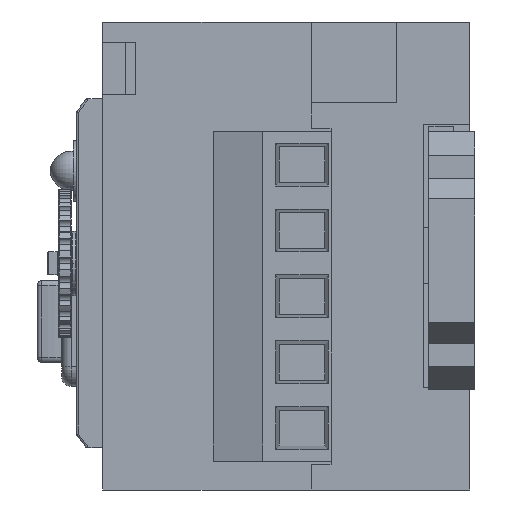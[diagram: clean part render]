
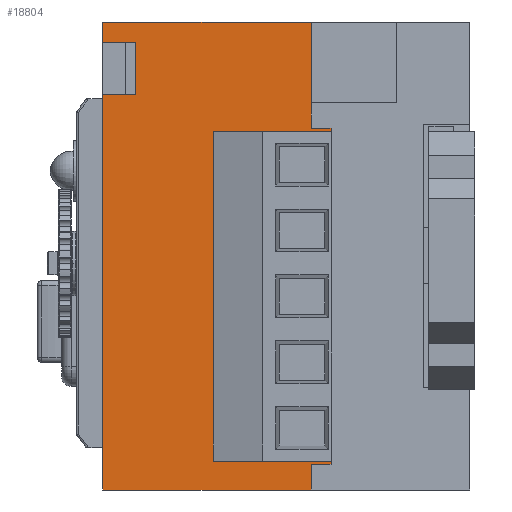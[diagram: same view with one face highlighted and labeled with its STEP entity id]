
A CAD part, left-side view. The second image highlights one B-rep face of the part: STEP entity #18804.
In plain terms, the highlighted face is planar.
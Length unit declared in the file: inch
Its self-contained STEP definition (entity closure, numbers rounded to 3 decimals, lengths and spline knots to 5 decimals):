
#350 = CARTESIAN_POINT ( 'NONE',  ( 1.2225, 0.419, -0.3875 ) ) ;
#662 = CARTESIAN_POINT ( 'NONE',  ( 1.2225, 1.015, -0.6475 ) ) ;
#780 = EDGE_CURVE ( 'NONE', #75621, #63190, #78879, .T. ) ;
#2048 = EDGE_CURVE ( 'NONE', #23616, #56976, #21580, .T. ) ;
#2314 = VERTEX_POINT ( 'NONE', #350 ) ;
#2866 = DIRECTION ( 'NONE',  ( 0., 0., 1. ) ) ;
#3122 = EDGE_CURVE ( 'NONE', #17303, #2314, #14361, .T. ) ;
#3650 = LINE ( 'NONE', #34440, #18819 ) ;
#5691 = EDGE_CURVE ( 'NONE', #17303, #13871, #94467, .T. ) ;
#6538 = EDGE_CURVE ( 'NONE', #95744, #63190, #30264, .T. ) ;
#7122 = ORIENTED_EDGE ( 'NONE', *, *, #3122, .T. ) ;
#9971 = ORIENTED_EDGE ( 'NONE', *, *, #90478, .F. ) ;
#13610 = CARTESIAN_POINT ( 'NONE',  ( 1.2225, 1.015, -0.4895 ) ) ;
#13871 = VERTEX_POINT ( 'NONE', #86609 ) ;
#14089 = DIRECTION ( 'NONE',  ( 0., -1., 0. ) ) ;
#14361 = LINE ( 'NONE', #69814, #56327 ) ;
#14914 = EDGE_CURVE ( 'NONE', #13871, #56976, #3650, .T. ) ;
#16694 = LINE ( 'NONE', #61276, #93622 ) ;
#17303 = VERTEX_POINT ( 'NONE', #26213 ) ;
#17532 = VECTOR ( 'NONE', #70513, 39.37008 ) ;
#18804 = ADVANCED_FACE ( 'NONE', ( #49967 ), #73586, .F. ) ;
#18819 = VECTOR ( 'NONE', #40837, 39.37008 ) ;
#19258 = ORIENTED_EDGE ( 'NONE', *, *, #62957, .F. ) ;
#19404 = VECTOR ( 'NONE', #92407, 39.37008 ) ;
#19681 = ORIENTED_EDGE ( 'NONE', *, *, #780, .T. ) ;
#20856 = DIRECTION ( 'NONE',  ( 0., 1., 0. ) ) ;
#21580 = LINE ( 'NONE', #83102, #61178 ) ;
#22534 = DIRECTION ( 'NONE',  ( 0., 0., -1. ) ) ;
#22952 = ORIENTED_EDGE ( 'NONE', *, *, #37358, .F. ) ;
#23211 = ORIENTED_EDGE ( 'NONE', *, *, #23805, .T. ) ;
#23616 = VERTEX_POINT ( 'NONE', #63360 ) ;
#23805 = EDGE_CURVE ( 'NONE', #33548, #84433, #38520, .T. ) ;
#24068 = CARTESIAN_POINT ( 'NONE',  ( 1.2225, 0.482, 0.7105 ) ) ;
#24288 = LINE ( 'NONE', #13610, #59218 ) ;
#25180 = DIRECTION ( 'NONE',  ( 0., 0., -1. ) ) ;
#25718 = VERTEX_POINT ( 'NONE', #85037 ) ;
#26213 = CARTESIAN_POINT ( 'NONE',  ( 1.2225, 0.419, 0.6325 ) ) ;
#26770 = DIRECTION ( 'NONE',  ( 0., 0., 1. ) ) ;
#27081 = CARTESIAN_POINT ( 'NONE',  ( 1.2225, 1.115, -0.7105 ) ) ;
#27959 = VECTOR ( 'NONE', #20856, 39.37008 ) ;
#28328 = EDGE_CURVE ( 'NONE', #84078, #33548, #77804, .T. ) ;
#28605 = DIRECTION ( 'NONE',  ( -1., 0., 0. ) ) ;
#28935 = CARTESIAN_POINT ( 'NONE',  ( 1.2225, 1.115, -0.4025 ) ) ;
#29275 = DIRECTION ( 'NONE',  ( 0., 1., 0. ) ) ;
#30178 = VECTOR ( 'NONE', #29275, 39.37008 ) ;
#30264 = LINE ( 'NONE', #75962, #27959 ) ;
#32349 = LINE ( 'NONE', #62751, #91809 ) ;
#32786 = CARTESIAN_POINT ( 'NONE',  ( 1.2225, 0.422, 0.6475 ) ) ;
#33548 = VERTEX_POINT ( 'NONE', #51207 ) ;
#33743 = VERTEX_POINT ( 'NONE', #46909 ) ;
#34440 = CARTESIAN_POINT ( 'NONE',  ( 1.2225, 0.422, 0.6325 ) ) ;
#35719 = ORIENTED_EDGE ( 'NONE', *, *, #58415, .F. ) ;
#37358 = EDGE_CURVE ( 'NONE', #82410, #25718, #71792, .T. ) ;
#37659 = VERTEX_POINT ( 'NONE', #89131 ) ;
#37809 = AXIS2_PLACEMENT_3D ( 'NONE', #88239, #28605, #73272 ) ;
#38520 = LINE ( 'NONE', #73788, #66573 ) ;
#38984 = CARTESIAN_POINT ( 'NONE',  ( 1.2225, 1.115, -0.6475 ) ) ;
#39409 = CARTESIAN_POINT ( 'NONE',  ( 1.2225, 1.115, -0.4895 ) ) ;
#40113 = ORIENTED_EDGE ( 'NONE', *, *, #6538, .F. ) ;
#40436 = VECTOR ( 'NONE', #26770, 39.37008 ) ;
#40837 = DIRECTION ( 'NONE',  ( 0., 0., 1. ) ) ;
#42086 = ORIENTED_EDGE ( 'NONE', *, *, #2048, .T. ) ;
#42653 = CARTESIAN_POINT ( 'NONE',  ( 1.2225, 0.482, -0.7105 ) ) ;
#43247 = VECTOR ( 'NONE', #22534, 39.37008 ) ;
#46467 = LINE ( 'NONE', #42653, #66344 ) ;
#46909 = CARTESIAN_POINT ( 'NONE',  ( 1.2225, 0.482, -0.7105 ) ) ;
#47223 = ORIENTED_EDGE ( 'NONE', *, *, #73861, .F. ) ;
#48325 = CARTESIAN_POINT ( 'NONE',  ( 1.2225, 0.392, 0.6325 ) ) ;
#49967 = FACE_OUTER_BOUND ( 'NONE', #53072, .T. ) ;
#51207 = CARTESIAN_POINT ( 'NONE',  ( 1.2225, 1.115, 0.7105 ) ) ;
#53072 = EDGE_LOOP ( 'NONE', ( #19681, #40113, #9971, #72032, #80540, #23211, #54317, #42086, #56978, #72798, #7122, #69420, #35719, #22952, #19258, #47223 ) ) ;
#54317 = ORIENTED_EDGE ( 'NONE', *, *, #88304, .F. ) ;
#56327 = VECTOR ( 'NONE', #25180, 39.37008 ) ;
#56976 = VERTEX_POINT ( 'NONE', #32786 ) ;
#56978 = ORIENTED_EDGE ( 'NONE', *, *, #14914, .F. ) ;
#58394 = LINE ( 'NONE', #67202, #43247 ) ;
#58415 = EDGE_CURVE ( 'NONE', #25718, #58599, #93639, .T. ) ;
#58599 = VERTEX_POINT ( 'NONE', #86604 ) ;
#59218 = VECTOR ( 'NONE', #87961, 39.37008 ) ;
#61178 = VECTOR ( 'NONE', #65249, 39.37008 ) ;
#61276 = CARTESIAN_POINT ( 'NONE',  ( 1.2225, 0.482, -0.7105 ) ) ;
#62751 = CARTESIAN_POINT ( 'NONE',  ( 1.2225, 1.115, -0.7105 ) ) ;
#62957 = EDGE_CURVE ( 'NONE', #33743, #82410, #46467, .T. ) ;
#63190 = VERTEX_POINT ( 'NONE', #38984 ) ;
#63360 = CARTESIAN_POINT ( 'NONE',  ( 1.2225, 0.482, 0.6475 ) ) ;
#64215 = CARTESIAN_POINT ( 'NONE',  ( 1.2225, 1.115, -0.7105 ) ) ;
#65249 = DIRECTION ( 'NONE',  ( 0., -1., 0. ) ) ;
#66344 = VECTOR ( 'NONE', #94769, 39.37008 ) ;
#66573 = VECTOR ( 'NONE', #14089, 39.37008 ) ;
#67202 = CARTESIAN_POINT ( 'NONE',  ( 1.2225, 1.015, -0.6475 ) ) ;
#69420 = ORIENTED_EDGE ( 'NONE', *, *, #92344, .T. ) ;
#69814 = CARTESIAN_POINT ( 'NONE',  ( 1.2225, 0.419, -0.7105 ) ) ;
#70513 = DIRECTION ( 'NONE',  ( 0., 1., 0. ) ) ;
#71584 = CARTESIAN_POINT ( 'NONE',  ( 1.2225, 1.115, -0.7105 ) ) ;
#71792 = LINE ( 'NONE', #28935, #89258 ) ;
#72032 = ORIENTED_EDGE ( 'NONE', *, *, #73609, .T. ) ;
#72798 = ORIENTED_EDGE ( 'NONE', *, *, #5691, .F. ) ;
#73272 = DIRECTION ( 'NONE',  ( 0., 0., 1. ) ) ;
#73586 = PLANE ( 'NONE',  #37809 ) ;
#73609 = EDGE_CURVE ( 'NONE', #37659, #84078, #24288, .T. ) ;
#73788 = CARTESIAN_POINT ( 'NONE',  ( 1.2225, 1.115, 0.7105 ) ) ;
#73861 = EDGE_CURVE ( 'NONE', #75621, #33743, #32349, .T. ) ;
#75621 = VERTEX_POINT ( 'NONE', #71584 ) ;
#75962 = CARTESIAN_POINT ( 'NONE',  ( 1.2225, 1.015, -0.6475 ) ) ;
#77440 = DIRECTION ( 'NONE',  ( 0., -1., 0. ) ) ;
#77804 = LINE ( 'NONE', #64215, #40436 ) ;
#78879 = LINE ( 'NONE', #27081, #19404 ) ;
#80540 = ORIENTED_EDGE ( 'NONE', *, *, #28328, .T. ) ;
#82410 = VERTEX_POINT ( 'NONE', #87029 ) ;
#83102 = CARTESIAN_POINT ( 'NONE',  ( 1.2225, 1.115, 0.6475 ) ) ;
#84078 = VERTEX_POINT ( 'NONE', #39409 ) ;
#84433 = VERTEX_POINT ( 'NONE', #24068 ) ;
#85037 = CARTESIAN_POINT ( 'NONE',  ( 1.2225, 0.422, -0.4025 ) ) ;
#86604 = CARTESIAN_POINT ( 'NONE',  ( 1.2225, 0.422, -0.3875 ) ) ;
#86609 = CARTESIAN_POINT ( 'NONE',  ( 1.2225, 0.422, 0.6325 ) ) ;
#87029 = CARTESIAN_POINT ( 'NONE',  ( 1.2225, 0.482, -0.4025 ) ) ;
#87961 = DIRECTION ( 'NONE',  ( 0., 1., 0. ) ) ;
#88239 = CARTESIAN_POINT ( 'NONE',  ( 1.2225, 1.115, -0.7105 ) ) ;
#88304 = EDGE_CURVE ( 'NONE', #23616, #84433, #16694, .T. ) ;
#88581 = DIRECTION ( 'NONE',  ( 0., -1., 0. ) ) ;
#89131 = CARTESIAN_POINT ( 'NONE',  ( 1.2225, 1.015, -0.4895 ) ) ;
#89258 = VECTOR ( 'NONE', #88581, 39.37008 ) ;
#90478 = EDGE_CURVE ( 'NONE', #37659, #95744, #58394, .T. ) ;
#91202 = DIRECTION ( 'NONE',  ( 0., 0., 1. ) ) ;
#91298 = VECTOR ( 'NONE', #2866, 39.37008 ) ;
#91809 = VECTOR ( 'NONE', #77440, 39.37008 ) ;
#91947 = LINE ( 'NONE', #95731, #30178 ) ;
#92105 = CARTESIAN_POINT ( 'NONE',  ( 1.2225, 0.422, -0.4025 ) ) ;
#92344 = EDGE_CURVE ( 'NONE', #2314, #58599, #91947, .T. ) ;
#92407 = DIRECTION ( 'NONE',  ( 0., 0., 1. ) ) ;
#93622 = VECTOR ( 'NONE', #91202, 39.37008 ) ;
#93639 = LINE ( 'NONE', #92105, #91298 ) ;
#94467 = LINE ( 'NONE', #48325, #17532 ) ;
#94769 = DIRECTION ( 'NONE',  ( 0., 0., 1. ) ) ;
#95731 = CARTESIAN_POINT ( 'NONE',  ( 1.2225, 0.392, -0.3875 ) ) ;
#95744 = VERTEX_POINT ( 'NONE', #662 ) ;
